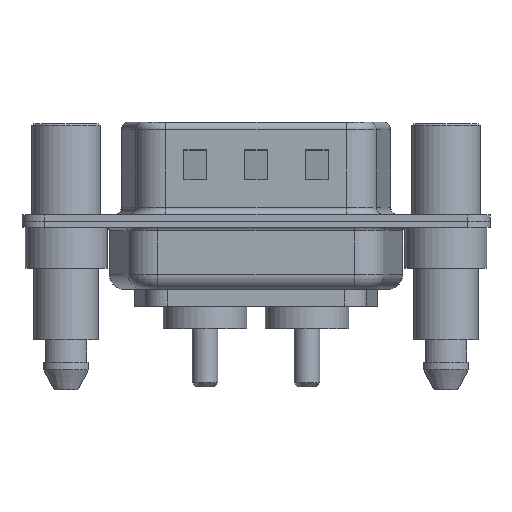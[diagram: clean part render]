
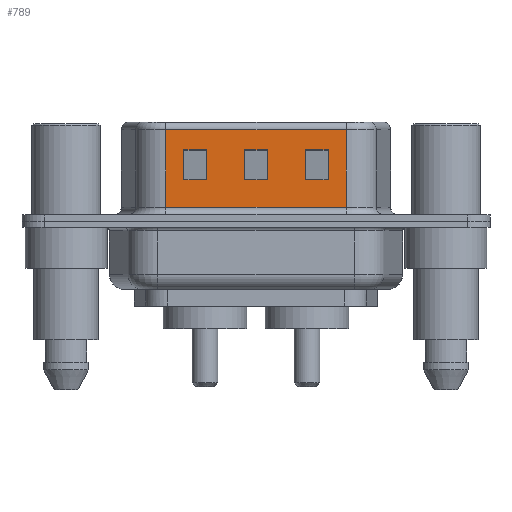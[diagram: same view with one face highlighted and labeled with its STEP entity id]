
A CAD part, front view. The second image highlights one B-rep face of the part: STEP entity #789.
In plain terms, the highlighted planar face has unit normal (0, -1, 0).
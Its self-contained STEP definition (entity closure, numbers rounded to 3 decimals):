
#181 = CARTESIAN_POINT ( 'NONE',  ( 7.75, -4.58, 4.705 ) ) ;
#184 = CARTESIAN_POINT ( 'NONE',  ( 18.45, -4.58, 6.02 ) ) ;
#330 = LINE ( 'NONE', #13230, #6006 ) ;
#438 = CARTESIAN_POINT ( 'NONE',  ( 22.45, -4.58, 2.705 ) ) ;
#623 = DIRECTION ( 'NONE',  ( 0., 0., 1. ) ) ;
#713 = VECTOR ( 'NONE', #8295, 1000. ) ;
#789 = ADVANCED_FACE ( 'NONE', ( #3849, #6851, #9884, #820 ), #8230, .F. ) ;
#820 = FACE_OUTER_BOUND ( 'NONE', #12970, .T. ) ;
#884 = VERTEX_POINT ( 'NONE', #10598 ) ;
#1057 = EDGE_LOOP ( 'NONE', ( #2853, #11525, #4458, #4879 ) ) ;
#1208 = VERTEX_POINT ( 'NONE', #181 ) ;
#1463 = VECTOR ( 'NONE', #5479, 1000. ) ;
#1493 = CARTESIAN_POINT ( 'NONE',  ( 17.25, -4.58, 2.705 ) ) ;
#1523 = CARTESIAN_POINT ( 'NONE',  ( 7.75, -4.58, 2.705 ) ) ;
#1539 = EDGE_CURVE ( 'NONE', #7257, #10988, #12984, .T. ) ;
#1597 = CARTESIAN_POINT ( 'NONE',  ( 6.55, -4.58, 6.02 ) ) ;
#1735 = EDGE_CURVE ( 'NONE', #1208, #5103, #1864, .T. ) ;
#1769 = DIRECTION ( 'NONE',  ( 0., 0., 1. ) ) ;
#1837 = DIRECTION ( 'NONE',  ( 0., 0., -1. ) ) ;
#1864 = LINE ( 'NONE', #12070, #13529 ) ;
#1865 = VECTOR ( 'NONE', #1837, 1000. ) ;
#2179 = ORIENTED_EDGE ( 'NONE', *, *, #14250, .T. ) ;
#2221 = CARTESIAN_POINT ( 'NONE',  ( 18.45, -4.58, 6.52 ) ) ;
#2309 = ORIENTED_EDGE ( 'NONE', *, *, #8173, .T. ) ;
#2622 = LINE ( 'NONE', #438, #4940 ) ;
#2745 = DIRECTION ( 'NONE',  ( 1., 0., 0. ) ) ;
#2853 = ORIENTED_EDGE ( 'NONE', *, *, #13081, .T. ) ;
#3037 = VERTEX_POINT ( 'NONE', #4098 ) ;
#3077 = CARTESIAN_POINT ( 'NONE',  ( 18.45, -4.58, 4.705 ) ) ;
#3167 = ORIENTED_EDGE ( 'NONE', *, *, #8238, .F. ) ;
#3224 = CARTESIAN_POINT ( 'NONE',  ( 18.45, -4.58, 6.52 ) ) ;
#3229 = EDGE_CURVE ( 'NONE', #5103, #8550, #6963, .T. ) ;
#3348 = LINE ( 'NONE', #3445, #11658 ) ;
#3389 = EDGE_CURVE ( 'NONE', #10522, #11188, #4860, .T. ) ;
#3398 = DIRECTION ( 'NONE',  ( 0., 0., -1. ) ) ;
#3445 = CARTESIAN_POINT ( 'NONE',  ( 14.45, -4.58, 2.705 ) ) ;
#3688 = ORIENTED_EDGE ( 'NONE', *, *, #3229, .T. ) ;
#3778 = ORIENTED_EDGE ( 'NONE', *, *, #1735, .T. ) ;
#3814 = EDGE_CURVE ( 'NONE', #13657, #6235, #11565, .T. ) ;
#3849 = FACE_BOUND ( 'NONE', #11850, .T. ) ;
#3960 = LINE ( 'NONE', #14196, #6604 ) ;
#4098 = CARTESIAN_POINT ( 'NONE',  ( 15.75, -4.58, 4.705 ) ) ;
#4196 = CARTESIAN_POINT ( 'NONE',  ( 11.75, -4.58, 2.705 ) ) ;
#4458 = ORIENTED_EDGE ( 'NONE', *, *, #7111, .T. ) ;
#4495 = CARTESIAN_POINT ( 'NONE',  ( 9.25, -4.58, 2.705 ) ) ;
#4797 = ORIENTED_EDGE ( 'NONE', *, *, #3389, .T. ) ;
#4860 = LINE ( 'NONE', #5450, #1463 ) ;
#4879 = ORIENTED_EDGE ( 'NONE', *, *, #8424, .T. ) ;
#4940 = VECTOR ( 'NONE', #13966, 1000. ) ;
#4974 = VERTEX_POINT ( 'NONE', #1523 ) ;
#5103 = VERTEX_POINT ( 'NONE', #6752 ) ;
#5108 = ORIENTED_EDGE ( 'NONE', *, *, #14274, .T. ) ;
#5172 = EDGE_CURVE ( 'NONE', #10145, #12028, #5615, .T. ) ;
#5386 = DIRECTION ( 'NONE',  ( 1., 0., 0. ) ) ;
#5409 = VERTEX_POINT ( 'NONE', #10178 ) ;
#5450 = CARTESIAN_POINT ( 'NONE',  ( 18.45, -4.58, 6.02 ) ) ;
#5479 = DIRECTION ( 'NONE',  ( -1., 0., 0. ) ) ;
#5531 = VECTOR ( 'NONE', #8887, 1000. ) ;
#5557 = VECTOR ( 'NONE', #5386, 1000. ) ;
#5615 = LINE ( 'NONE', #9484, #1865 ) ;
#5638 = CARTESIAN_POINT ( 'NONE',  ( 11.75, -4.58, 4.705 ) ) ;
#5686 = CARTESIAN_POINT ( 'NONE',  ( 6.55, -4.58, 0.9 ) ) ;
#5823 = LINE ( 'NONE', #3077, #6867 ) ;
#5860 = DIRECTION ( 'NONE',  ( 0., 1., 0. ) ) ;
#6006 = VECTOR ( 'NONE', #12127, 1000. ) ;
#6038 = LINE ( 'NONE', #8377, #8689 ) ;
#6235 = VERTEX_POINT ( 'NONE', #10434 ) ;
#6489 = DIRECTION ( 'NONE',  ( -1., 0., 0. ) ) ;
#6604 = VECTOR ( 'NONE', #623, 1000. ) ;
#6624 = ORIENTED_EDGE ( 'NONE', *, *, #10009, .T. ) ;
#6752 = CARTESIAN_POINT ( 'NONE',  ( 9.25, -4.58, 4.705 ) ) ;
#6851 = FACE_BOUND ( 'NONE', #1057, .T. ) ;
#6867 = VECTOR ( 'NONE', #11013, 1000. ) ;
#6963 = LINE ( 'NONE', #9950, #12270 ) ;
#7111 = EDGE_CURVE ( 'NONE', #5409, #3037, #3960, .T. ) ;
#7159 = CARTESIAN_POINT ( 'NONE',  ( 17.25, -4.58, 6.52 ) ) ;
#7257 = VERTEX_POINT ( 'NONE', #4196 ) ;
#8173 = EDGE_CURVE ( 'NONE', #4974, #1208, #14492, .T. ) ;
#8230 = PLANE ( 'NONE',  #11259 ) ;
#8238 = EDGE_CURVE ( 'NONE', #10522, #6235, #10497, .T. ) ;
#8295 = DIRECTION ( 'NONE',  ( 0., 0., -1. ) ) ;
#8377 = CARTESIAN_POINT ( 'NONE',  ( 22.45, -4.58, 4.705 ) ) ;
#8424 = EDGE_CURVE ( 'NONE', #3037, #884, #6038, .T. ) ;
#8550 = VERTEX_POINT ( 'NONE', #4495 ) ;
#8655 = LINE ( 'NONE', #12175, #11680 ) ;
#8689 = VECTOR ( 'NONE', #2745, 1000. ) ;
#8887 = DIRECTION ( 'NONE',  ( 0., 0., 1. ) ) ;
#8987 = DIRECTION ( 'NONE',  ( 0., 0., -1. ) ) ;
#9308 = ORIENTED_EDGE ( 'NONE', *, *, #5172, .T. ) ;
#9414 = LINE ( 'NONE', #7159, #713 ) ;
#9484 = CARTESIAN_POINT ( 'NONE',  ( 13.25, -4.58, 6.52 ) ) ;
#9525 = VERTEX_POINT ( 'NONE', #1493 ) ;
#9682 = VECTOR ( 'NONE', #13295, 1000. ) ;
#9884 = FACE_BOUND ( 'NONE', #12399, .T. ) ;
#9950 = CARTESIAN_POINT ( 'NONE',  ( 9.25, -4.58, 6.52 ) ) ;
#9989 = CARTESIAN_POINT ( 'NONE',  ( 13.25, -4.58, 2.705 ) ) ;
#10009 = EDGE_CURVE ( 'NONE', #8550, #4974, #3348, .T. ) ;
#10083 = EDGE_CURVE ( 'NONE', #9525, #5409, #2622, .T. ) ;
#10145 = VERTEX_POINT ( 'NONE', #12975 ) ;
#10178 = CARTESIAN_POINT ( 'NONE',  ( 15.75, -4.58, 2.705 ) ) ;
#10245 = EDGE_CURVE ( 'NONE', #10988, #10145, #5823, .T. ) ;
#10319 = ORIENTED_EDGE ( 'NONE', *, *, #3814, .T. ) ;
#10434 = CARTESIAN_POINT ( 'NONE',  ( 18.45, -4.58, 0.9 ) ) ;
#10497 = LINE ( 'NONE', #2221, #13790 ) ;
#10509 = ORIENTED_EDGE ( 'NONE', *, *, #10245, .T. ) ;
#10520 = CARTESIAN_POINT ( 'NONE',  ( 18.45, -4.58, 0.9 ) ) ;
#10522 = VERTEX_POINT ( 'NONE', #184 ) ;
#10598 = CARTESIAN_POINT ( 'NONE',  ( 17.25, -4.58, 4.705 ) ) ;
#10988 = VERTEX_POINT ( 'NONE', #5638 ) ;
#11013 = DIRECTION ( 'NONE',  ( 1., 0., 0. ) ) ;
#11188 = VERTEX_POINT ( 'NONE', #1597 ) ;
#11259 = AXIS2_PLACEMENT_3D ( 'NONE', #3224, #5860, #1769 ) ;
#11328 = ORIENTED_EDGE ( 'NONE', *, *, #1539, .T. ) ;
#11525 = ORIENTED_EDGE ( 'NONE', *, *, #10083, .T. ) ;
#11565 = LINE ( 'NONE', #10520, #5557 ) ;
#11658 = VECTOR ( 'NONE', #12457, 1000. ) ;
#11674 = CARTESIAN_POINT ( 'NONE',  ( 11.75, -4.58, 6.52 ) ) ;
#11680 = VECTOR ( 'NONE', #6489, 1000. ) ;
#11850 = EDGE_LOOP ( 'NONE', ( #3688, #6624, #2309, #3778 ) ) ;
#12028 = VERTEX_POINT ( 'NONE', #9989 ) ;
#12070 = CARTESIAN_POINT ( 'NONE',  ( 14.45, -4.58, 4.705 ) ) ;
#12127 = DIRECTION ( 'NONE',  ( 0., 0., -1. ) ) ;
#12175 = CARTESIAN_POINT ( 'NONE',  ( 18.45, -4.58, 2.705 ) ) ;
#12194 = CARTESIAN_POINT ( 'NONE',  ( 7.75, -4.58, 6.52 ) ) ;
#12270 = VECTOR ( 'NONE', #3398, 1000. ) ;
#12399 = EDGE_LOOP ( 'NONE', ( #10509, #9308, #5108, #11328 ) ) ;
#12457 = DIRECTION ( 'NONE',  ( -1., 0., 0. ) ) ;
#12970 = EDGE_LOOP ( 'NONE', ( #3167, #4797, #2179, #10319 ) ) ;
#12975 = CARTESIAN_POINT ( 'NONE',  ( 13.25, -4.58, 4.705 ) ) ;
#12984 = LINE ( 'NONE', #11674, #9682 ) ;
#13081 = EDGE_CURVE ( 'NONE', #884, #9525, #9414, .T. ) ;
#13230 = CARTESIAN_POINT ( 'NONE',  ( 6.55, -4.58, 6.52 ) ) ;
#13295 = DIRECTION ( 'NONE',  ( 0., 0., 1. ) ) ;
#13490 = DIRECTION ( 'NONE',  ( 1., 0., 0. ) ) ;
#13529 = VECTOR ( 'NONE', #13490, 1000. ) ;
#13657 = VERTEX_POINT ( 'NONE', #5686 ) ;
#13790 = VECTOR ( 'NONE', #8987, 1000. ) ;
#13966 = DIRECTION ( 'NONE',  ( -1., 0., 0. ) ) ;
#14196 = CARTESIAN_POINT ( 'NONE',  ( 15.75, -4.58, 6.52 ) ) ;
#14250 = EDGE_CURVE ( 'NONE', #11188, #13657, #330, .T. ) ;
#14274 = EDGE_CURVE ( 'NONE', #12028, #7257, #8655, .T. ) ;
#14492 = LINE ( 'NONE', #12194, #5531 ) ;
